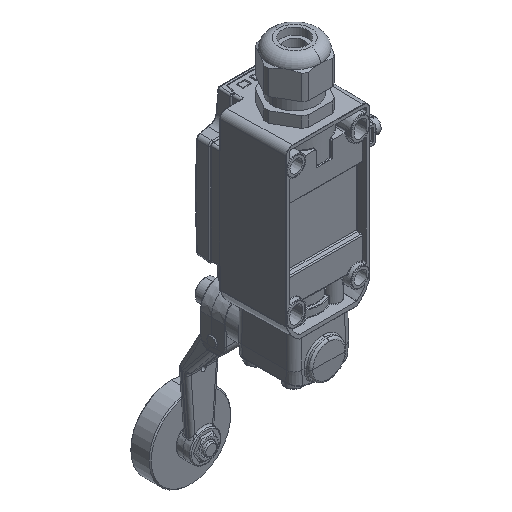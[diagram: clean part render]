
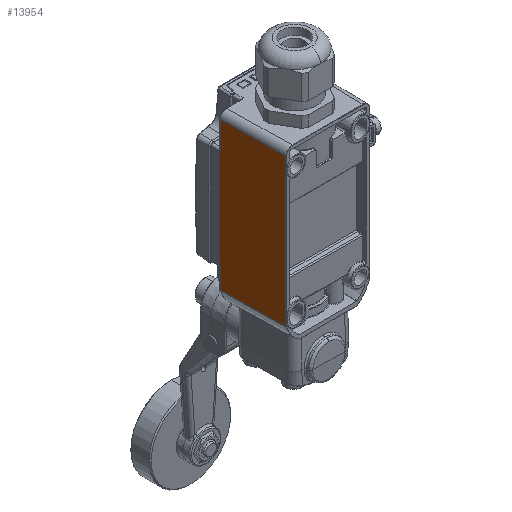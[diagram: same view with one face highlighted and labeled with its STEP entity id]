
A CAD part, isometric view. The second image highlights one B-rep face of the part: STEP entity #13954.
In plain terms, the highlighted planar face has unit normal (-1, -0.018, 0).
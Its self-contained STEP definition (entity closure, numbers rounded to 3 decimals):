
#2699=DIRECTION('',(0.,0.,1.));
#2700=VECTOR('',#2699,45.857);
#2701=CARTESIAN_POINT('',(-20.,30.5,
-22.926));
#2702=LINE('',#2701,#2700);
#2715=DIRECTION('',(0.,0.,-1.));
#2716=VECTOR('',#2715,9.089);
#2717=CARTESIAN_POINT('',(-19.996,30.297,
-23.763));
#2718=LINE('',#2717,#2716);
#2719=CARTESIAN_POINT('',(-20.,30.5,
-22.919));
#2720=CARTESIAN_POINT('',(-20.,30.491,
-22.937));
#2721=CARTESIAN_POINT('',(-20.,30.476,
-22.974));
#2722=CARTESIAN_POINT('',(-20.,30.479,
-23.028));
#2723=CARTESIAN_POINT('',(-19.999,30.451,
-23.09));
#2724=CARTESIAN_POINT('',(-19.999,30.436,
-23.159));
#2725=CARTESIAN_POINT('',(-19.998,30.411,
-23.226));
#2726=CARTESIAN_POINT('',(-19.998,30.387,
-23.302));
#2727=CARTESIAN_POINT('',(-19.998,30.358,
-23.393));
#2728=CARTESIAN_POINT('',(-19.997,30.331,
-23.495));
#2729=CARTESIAN_POINT('',(-19.997,30.311,
-23.589));
#2730=CARTESIAN_POINT('',(-19.996,30.299,
-23.681));
#2731=CARTESIAN_POINT('',(-19.996,30.297,
-23.736));
#2732=CARTESIAN_POINT('',(-19.996,30.297,
-23.763));
#2734=CARTESIAN_POINT('',(-20.,30.502,22.941));
#2735=CARTESIAN_POINT('',(-20.,30.49,22.97));
#2736=CARTESIAN_POINT('',(-19.999,30.47,23.029));
#2737=CARTESIAN_POINT('',(-19.999,30.433,23.118));
#2738=CARTESIAN_POINT('',(-19.998,30.402,23.197));
#2739=CARTESIAN_POINT('',(-19.998,30.374,23.272));
#2740=CARTESIAN_POINT('',(-19.997,30.35,23.344));
#2741=CARTESIAN_POINT('',(-19.997,30.33,23.412));
#2742=CARTESIAN_POINT('',(-19.997,30.315,23.477));
#2743=CARTESIAN_POINT('',(-19.997,30.304,23.538));
#2744=CARTESIAN_POINT('',(-19.996,30.298,23.596));
#2745=CARTESIAN_POINT('',(-19.996,30.297,23.632));
#2746=CARTESIAN_POINT('',(-19.996,30.297,23.65));
#2748=DIRECTION('',(0.,0.,1.));
#2749=VECTOR('',#2748,12.35);
#2750=CARTESIAN_POINT('',(-19.996,30.297,23.65));
#2751=LINE('',#2750,#2749);
#2752=DIRECTION('',(0.017,-1.,0.));
#2753=VECTOR('',#2752,30.203);
#2754=CARTESIAN_POINT('',(-19.996,30.297,36.));
#2755=LINE('',#2754,#2753);
#2756=DIRECTION('',(0.,0.,-1.));
#2757=VECTOR('',#2756,68.771);
#2758=CARTESIAN_POINT('',(-19.469,0.098,
36.));
#2759=LINE('',#2758,#2757);
#2760=CARTESIAN_POINT('',(-19.996,30.297,
-32.852));
#2761=CARTESIAN_POINT('',(-19.938,26.961,
-32.843));
#2762=CARTESIAN_POINT('',(-19.822,20.277,
-32.825));
#2763=CARTESIAN_POINT('',(-19.646,10.211,
-32.799));
#2764=CARTESIAN_POINT('',(-19.528,3.473,
-32.781));
#2765=CARTESIAN_POINT('',(-19.469,0.098,
-32.771));
#3347=CARTESIAN_POINT('',(-19.469,0.098,
36.));
#3385=CARTESIAN_POINT('',(-19.996,30.297,
-32.852));
#11196=VERTEX_POINT('',#3347);
#11199=CARTESIAN_POINT('',(-19.469,0.098,
-32.771));
#11200=VERTEX_POINT('',#11199);
#11318=CARTESIAN_POINT('',(-20.,30.5,
-22.926));
#11319=VERTEX_POINT('',#11318);
#11346=CARTESIAN_POINT('',(-20.,30.506,
22.931));
#11347=VERTEX_POINT('',#11346);
#11350=CARTESIAN_POINT('',(-19.996,30.297,
36.));
#11351=VERTEX_POINT('',#11350);
#11362=CARTESIAN_POINT('',(-19.996,30.297,
23.65));
#11363=VERTEX_POINT('',#11362);
#11399=VERTEX_POINT('',#3385);
#11401=CARTESIAN_POINT('',(-19.996,30.297,
-23.763));
#11402=VERTEX_POINT('',#11401);
#13932=CARTESIAN_POINT('',(-20.,30.5,-33.));
#13933=DIRECTION('',(-1.,-0.017,0.));
#13934=DIRECTION('',(0.,0.,1.));
#13935=AXIS2_PLACEMENT_3D('',#13932,#13933,#13934);
#13936=PLANE('',#13935);
#13938=ORIENTED_EDGE('',*,*,#13937,.F.);
#13940=ORIENTED_EDGE('',*,*,#13939,.F.);
#13941=ORIENTED_EDGE('',*,*,#13921,.T.);
#13943=ORIENTED_EDGE('',*,*,#13942,.T.);
#13945=ORIENTED_EDGE('',*,*,#13944,.T.);
#13947=ORIENTED_EDGE('',*,*,#13946,.T.);
#13949=ORIENTED_EDGE('',*,*,#13948,.T.);
#13951=ORIENTED_EDGE('',*,*,#13950,.F.);
#13952=EDGE_LOOP('',(#13938,#13940,#13941,#13943,#13945,#13947,#13949,#13951));
#13953=FACE_OUTER_BOUND('',#13952,.F.);
#2733=B_SPLINE_CURVE_WITH_KNOTS('',3,(#2719,#2720,#2721,#2722,#2723,#2724,#2725,
#2726,#2727,#2728,#2729,#2730,#2731,#2732),.UNSPECIFIED.,.F.,.F.,(4,1,1,1,1,1,1,
1,1,1,1,4),(0.,0.091,0.182,0.273,
0.364,0.455,0.545,0.636,
0.727,0.818,0.909,1.),.UNSPECIFIED.);
#2747=B_SPLINE_CURVE_WITH_KNOTS('',3,(#2734,#2735,#2736,#2737,#2738,#2739,#2740,
#2741,#2742,#2743,#2744,#2745,#2746),.UNSPECIFIED.,.F.,.F.,(4,1,1,1,1,1,1,1,1,1,
4),(0.,0.1,0.2,0.3,0.4,0.5,0.6,0.7,0.8,0.9,1.),
.UNSPECIFIED.);
#2766=B_SPLINE_CURVE_WITH_KNOTS('',3,(#2760,#2761,#2762,#2763,#2764,#2765),
.UNSPECIFIED.,.F.,.F.,(4,1,1,4),(0.,0.333,0.667,1.),
.UNSPECIFIED.);
#13921=EDGE_CURVE('',#11319,#11347,#2702,.T.);
#13937=EDGE_CURVE('',#11402,#11399,#2718,.T.);
#13939=EDGE_CURVE('',#11319,#11402,#2733,.T.);
#13942=EDGE_CURVE('',#11347,#11363,#2747,.T.);
#13944=EDGE_CURVE('',#11363,#11351,#2751,.T.);
#13946=EDGE_CURVE('',#11351,#11196,#2755,.T.);
#13948=EDGE_CURVE('',#11196,#11200,#2759,.T.);
#13950=EDGE_CURVE('',#11399,#11200,#2766,.T.);
#13954=ADVANCED_FACE('',(#13953),#13936,.T.);
